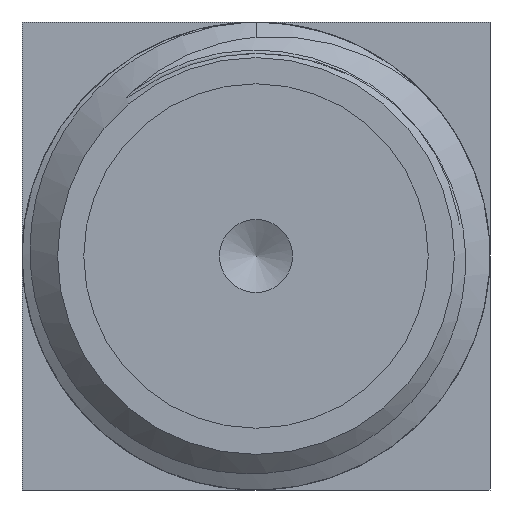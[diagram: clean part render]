
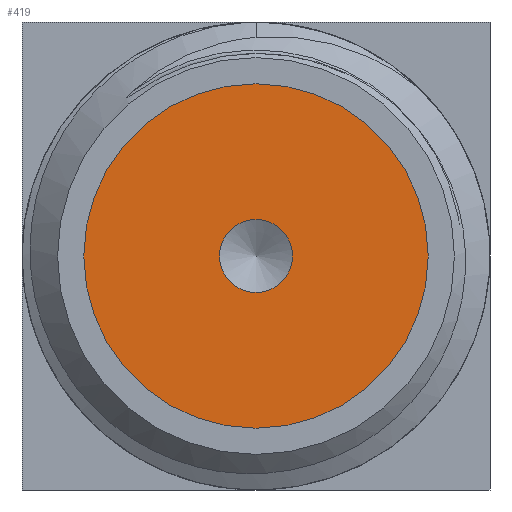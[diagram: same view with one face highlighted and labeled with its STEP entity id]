
A CAD part, front view. The second image highlights one B-rep face of the part: STEP entity #419.
In plain terms, the highlighted planar face has unit normal (0, -1, 0).
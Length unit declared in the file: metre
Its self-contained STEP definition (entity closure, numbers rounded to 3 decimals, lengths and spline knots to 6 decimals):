
#253 = EDGE_CURVE( '', #601, #601, #602, .T. );
#281 = EDGE_CURVE( '', #643, #643, #644, .T. );
#419 = ADVANCED_FACE( '', ( #834, #835 ), #836, .T. );
#601 = VERTEX_POINT( '', #1723 );
#602 = CIRCLE( '', #1724, 0.000495 );
#643 = VERTEX_POINT( '', #1811 );
#644 = CIRCLE( '', #1812, 0.002337 );
#834 = FACE_OUTER_BOUND( '', #2576, .T. );
#835 = FACE_BOUND( '', #2577, .T. );
#836 = PLANE( '', #2578 );
#1723 = CARTESIAN_POINT( '', ( 0., -0.017087, 0.000876 ) );
#1724 = AXIS2_PLACEMENT_3D( '', #2767, #2768, #2769 );
#1811 = CARTESIAN_POINT( '', ( 0., -0.017087, 0.002717 ) );
#1812 = AXIS2_PLACEMENT_3D( '', #2821, #2822, #2823 );
#2576 = EDGE_LOOP( '', ( #3054 ) );
#2577 = EDGE_LOOP( '', ( #3055 ) );
#2578 = AXIS2_PLACEMENT_3D( '', #3056, #3057, #3058 );
#2767 = CARTESIAN_POINT( '', ( 0., -0.017087, 0.00038 ) );
#2768 = DIRECTION( '', ( 0., 1., 0. ) );
#2769 = DIRECTION( '', ( 0., 0., 1. ) );
#2821 = CARTESIAN_POINT( '', ( 0., -0.017087, 0.00038 ) );
#2822 = DIRECTION( '', ( 0., 1., 0. ) );
#2823 = DIRECTION( '', ( 0., 0., 1. ) );
#3054 = ORIENTED_EDGE( '', *, *, #281, .F. );
#3055 = ORIENTED_EDGE( '', *, *, #253, .T. );
#3056 = CARTESIAN_POINT( '', ( 0., -0.017087, 0.002717 ) );
#3057 = DIRECTION( '', ( 0., -1., 0. ) );
#3058 = DIRECTION( '', ( 0., 0., -1. ) );
